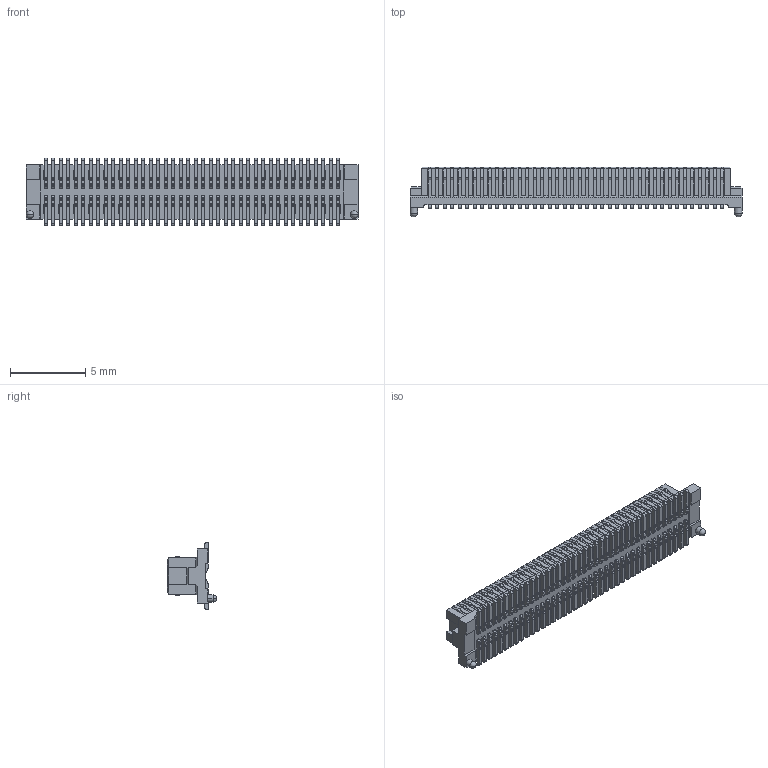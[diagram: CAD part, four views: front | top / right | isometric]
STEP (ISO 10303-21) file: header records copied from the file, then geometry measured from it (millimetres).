
FILE_DESCRIPTION((''),'2;1');
FILE_NAME('FBB05008-M50-H28','2023-10-18T',('工程三'),(''),'PRO/ENGINEER BY PARAMETRIC TECHNOLOGY CORPORATION, 2010280','PRO/ENGINEER BY PARAMETRIC TECHNOLOGY CORPORATION, 2010280','');
FILE_SCHEMA(('CONFIG_CONTROL_DESIGN'));
Products named in the file (1): FBB05008-M50-H28
Bounding box: 22.1 x 3.3 x 4.5 mm (x, y, z)
Volume: 138.9 mm3; surface area: 742.3 mm2
Topology: 1 solids, 1 shells, 2798 faces, 9002 edges, 5882 vertices
Faces by surface type: plane 2070, cylinder 724, sphere 4
Entity records: 98632 total; most frequent: ORIENTED_EDGE 17996, CARTESIAN_POINT 17678, DIRECTION 16046, EDGE_CURVE 8998, VECTOR 7546, LINE 7546, VERTEX_POINT 5882, AXIS2_PLACEMENT_3D 4250
